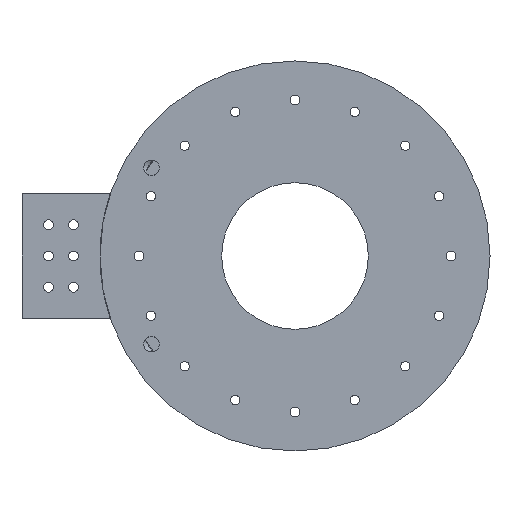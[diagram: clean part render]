
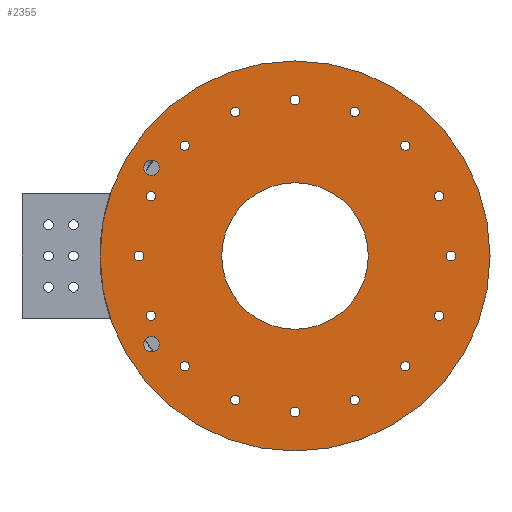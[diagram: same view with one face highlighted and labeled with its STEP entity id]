
A CAD part, front view. The second image highlights one B-rep face of the part: STEP entity #2355.
In plain terms, the highlighted planar face has unit normal (0, -1, 0).
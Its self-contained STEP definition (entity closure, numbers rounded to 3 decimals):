
#40=FACE_BOUND('',#369,.T.);
#41=FACE_BOUND('',#370,.T.);
#42=FACE_BOUND('',#371,.T.);
#43=FACE_BOUND('',#372,.T.);
#44=FACE_BOUND('',#373,.T.);
#45=FACE_BOUND('',#374,.T.);
#46=FACE_BOUND('',#375,.T.);
#47=FACE_BOUND('',#376,.T.);
#48=FACE_BOUND('',#377,.T.);
#49=FACE_BOUND('',#378,.T.);
#50=FACE_BOUND('',#379,.T.);
#51=FACE_BOUND('',#380,.T.);
#52=FACE_BOUND('',#381,.T.);
#53=FACE_BOUND('',#382,.T.);
#54=FACE_BOUND('',#383,.T.);
#55=FACE_BOUND('',#384,.T.);
#56=FACE_BOUND('',#385,.T.);
#57=FACE_BOUND('',#386,.T.);
#58=FACE_BOUND('',#387,.T.);
#111=PLANE('',#2654);
#206=FACE_OUTER_BOUND('',#368,.T.);
#368=EDGE_LOOP('',(#1853));
#369=EDGE_LOOP('',(#1854));
#370=EDGE_LOOP('',(#1855));
#371=EDGE_LOOP('',(#1856));
#372=EDGE_LOOP('',(#1857));
#373=EDGE_LOOP('',(#1858));
#374=EDGE_LOOP('',(#1859));
#375=EDGE_LOOP('',(#1860));
#376=EDGE_LOOP('',(#1861));
#377=EDGE_LOOP('',(#1862));
#378=EDGE_LOOP('',(#1863));
#379=EDGE_LOOP('',(#1864));
#380=EDGE_LOOP('',(#1865));
#381=EDGE_LOOP('',(#1866));
#382=EDGE_LOOP('',(#1867));
#383=EDGE_LOOP('',(#1868));
#384=EDGE_LOOP('',(#1869));
#385=EDGE_LOOP('',(#1870));
#386=EDGE_LOOP('',(#1871));
#387=EDGE_LOOP('',(#1872));
#876=CIRCLE('',#2655,62.5);
#877=CIRCLE('',#2656,2.5);
#878=CIRCLE('',#2657,2.5);
#879=CIRCLE('',#2658,1.5);
#880=CIRCLE('',#2659,1.5);
#881=CIRCLE('',#2660,1.5);
#882=CIRCLE('',#2661,1.5);
#883=CIRCLE('',#2662,1.5);
#884=CIRCLE('',#2663,23.5);
#885=CIRCLE('',#2664,1.5);
#886=CIRCLE('',#2665,1.5);
#887=CIRCLE('',#2666,1.5);
#888=CIRCLE('',#2667,1.5);
#889=CIRCLE('',#2668,1.5);
#890=CIRCLE('',#2669,1.5);
#891=CIRCLE('',#2670,1.5);
#892=CIRCLE('',#2671,1.5);
#893=CIRCLE('',#2672,1.5);
#894=CIRCLE('',#2673,1.5);
#895=CIRCLE('',#2674,1.5);
#1111=VERTEX_POINT('',#4107);
#1112=VERTEX_POINT('',#4109);
#1113=VERTEX_POINT('',#4111);
#1114=VERTEX_POINT('',#4113);
#1115=VERTEX_POINT('',#4115);
#1116=VERTEX_POINT('',#4117);
#1117=VERTEX_POINT('',#4119);
#1118=VERTEX_POINT('',#4121);
#1119=VERTEX_POINT('',#4123);
#1120=VERTEX_POINT('',#4125);
#1121=VERTEX_POINT('',#4127);
#1122=VERTEX_POINT('',#4129);
#1123=VERTEX_POINT('',#4131);
#1124=VERTEX_POINT('',#4133);
#1125=VERTEX_POINT('',#4135);
#1126=VERTEX_POINT('',#4137);
#1127=VERTEX_POINT('',#4139);
#1128=VERTEX_POINT('',#4141);
#1129=VERTEX_POINT('',#4143);
#1130=VERTEX_POINT('',#4145);
#1365=EDGE_CURVE('',#1111,#1111,#876,.T.);
#1366=EDGE_CURVE('',#1112,#1112,#877,.T.);
#1367=EDGE_CURVE('',#1113,#1113,#878,.T.);
#1368=EDGE_CURVE('',#1114,#1114,#879,.T.);
#1369=EDGE_CURVE('',#1115,#1115,#880,.T.);
#1370=EDGE_CURVE('',#1116,#1116,#881,.T.);
#1371=EDGE_CURVE('',#1117,#1117,#882,.T.);
#1372=EDGE_CURVE('',#1118,#1118,#883,.T.);
#1373=EDGE_CURVE('',#1119,#1119,#884,.T.);
#1374=EDGE_CURVE('',#1120,#1120,#885,.T.);
#1375=EDGE_CURVE('',#1121,#1121,#886,.T.);
#1376=EDGE_CURVE('',#1122,#1122,#887,.T.);
#1377=EDGE_CURVE('',#1123,#1123,#888,.T.);
#1378=EDGE_CURVE('',#1124,#1124,#889,.T.);
#1379=EDGE_CURVE('',#1125,#1125,#890,.T.);
#1380=EDGE_CURVE('',#1126,#1126,#891,.T.);
#1381=EDGE_CURVE('',#1127,#1127,#892,.T.);
#1382=EDGE_CURVE('',#1128,#1128,#893,.T.);
#1383=EDGE_CURVE('',#1129,#1129,#894,.T.);
#1384=EDGE_CURVE('',#1130,#1130,#895,.T.);
#1853=ORIENTED_EDGE('',*,*,#1365,.T.);
#1854=ORIENTED_EDGE('',*,*,#1366,.F.);
#1855=ORIENTED_EDGE('',*,*,#1367,.F.);
#1856=ORIENTED_EDGE('',*,*,#1368,.T.);
#1857=ORIENTED_EDGE('',*,*,#1369,.T.);
#1858=ORIENTED_EDGE('',*,*,#1370,.T.);
#1859=ORIENTED_EDGE('',*,*,#1371,.T.);
#1860=ORIENTED_EDGE('',*,*,#1372,.T.);
#1861=ORIENTED_EDGE('',*,*,#1373,.F.);
#1862=ORIENTED_EDGE('',*,*,#1374,.T.);
#1863=ORIENTED_EDGE('',*,*,#1375,.T.);
#1864=ORIENTED_EDGE('',*,*,#1376,.T.);
#1865=ORIENTED_EDGE('',*,*,#1377,.T.);
#1866=ORIENTED_EDGE('',*,*,#1378,.T.);
#1867=ORIENTED_EDGE('',*,*,#1379,.T.);
#1868=ORIENTED_EDGE('',*,*,#1380,.T.);
#1869=ORIENTED_EDGE('',*,*,#1381,.T.);
#1870=ORIENTED_EDGE('',*,*,#1382,.T.);
#1871=ORIENTED_EDGE('',*,*,#1383,.T.);
#1872=ORIENTED_EDGE('',*,*,#1384,.T.);
#2355=ADVANCED_FACE('',(#206,#40,#41,#42,#43,#44,#45,#46,#47,#48,#49,#50,
#51,#52,#53,#54,#55,#56,#57,#58),#111,.F.);
#2654=AXIS2_PLACEMENT_3D('',#4106,#3281,#3282);
#2655=AXIS2_PLACEMENT_3D('',#4108,#3283,#3284);
#2656=AXIS2_PLACEMENT_3D('',#4110,#3285,#3286);
#2657=AXIS2_PLACEMENT_3D('',#4112,#3287,#3288);
#2658=AXIS2_PLACEMENT_3D('',#4114,#3289,#3290);
#2659=AXIS2_PLACEMENT_3D('',#4116,#3291,#3292);
#2660=AXIS2_PLACEMENT_3D('',#4118,#3293,#3294);
#2661=AXIS2_PLACEMENT_3D('',#4120,#3295,#3296);
#2662=AXIS2_PLACEMENT_3D('',#4122,#3297,#3298);
#2663=AXIS2_PLACEMENT_3D('',#4124,#3299,#3300);
#2664=AXIS2_PLACEMENT_3D('',#4126,#3301,#3302);
#2665=AXIS2_PLACEMENT_3D('',#4128,#3303,#3304);
#2666=AXIS2_PLACEMENT_3D('',#4130,#3305,#3306);
#2667=AXIS2_PLACEMENT_3D('',#4132,#3307,#3308);
#2668=AXIS2_PLACEMENT_3D('',#4134,#3309,#3310);
#2669=AXIS2_PLACEMENT_3D('',#4136,#3311,#3312);
#2670=AXIS2_PLACEMENT_3D('',#4138,#3313,#3314);
#2671=AXIS2_PLACEMENT_3D('',#4140,#3315,#3316);
#2672=AXIS2_PLACEMENT_3D('',#4142,#3317,#3318);
#2673=AXIS2_PLACEMENT_3D('',#4144,#3319,#3320);
#2674=AXIS2_PLACEMENT_3D('',#4146,#3321,#3322);
#3281=DIRECTION('center_axis',(0.,1.,0.));
#3282=DIRECTION('ref_axis',(0.,0.,1.));
#3283=DIRECTION('center_axis',(0.,-1.,0.));
#3284=DIRECTION('ref_axis',(1.,0.,0.));
#3285=DIRECTION('center_axis',(0.,-1.,0.));
#3286=DIRECTION('ref_axis',(1.,0.,0.));
#3287=DIRECTION('center_axis',(0.,-1.,0.));
#3288=DIRECTION('ref_axis',(1.,0.,0.));
#3289=DIRECTION('center_axis',(0.,1.,0.));
#3290=DIRECTION('ref_axis',(0.924,0.,0.383));
#3291=DIRECTION('center_axis',(0.,1.,0.));
#3292=DIRECTION('ref_axis',(0.924,0.,-0.383));
#3293=DIRECTION('center_axis',(0.,1.,0.));
#3294=DIRECTION('ref_axis',(1.,0.,0.));
#3295=DIRECTION('center_axis',(0.,1.,0.));
#3296=DIRECTION('ref_axis',(0.707,0.,-0.707));
#3297=DIRECTION('center_axis',(0.,1.,0.));
#3298=DIRECTION('ref_axis',(0.707,0.,0.707));
#3299=DIRECTION('center_axis',(0.,-1.,0.));
#3300=DIRECTION('ref_axis',(1.,0.,0.));
#3301=DIRECTION('center_axis',(0.,1.,0.));
#3302=DIRECTION('ref_axis',(0.383,0.,-0.924));
#3303=DIRECTION('center_axis',(0.,1.,0.));
#3304=DIRECTION('ref_axis',(0.,0.,-1.));
#3305=DIRECTION('center_axis',(0.,1.,0.));
#3306=DIRECTION('ref_axis',(-0.383,0.,-0.924));
#3307=DIRECTION('center_axis',(0.,1.,0.));
#3308=DIRECTION('ref_axis',(-0.707,0.,-0.707));
#3309=DIRECTION('center_axis',(0.,1.,0.));
#3310=DIRECTION('ref_axis',(-0.924,0.,-0.383));
#3311=DIRECTION('center_axis',(0.,1.,0.));
#3312=DIRECTION('ref_axis',(-1.,0.,0.));
#3313=DIRECTION('center_axis',(0.,1.,0.));
#3314=DIRECTION('ref_axis',(-0.924,0.,0.383));
#3315=DIRECTION('center_axis',(0.,1.,0.));
#3316=DIRECTION('ref_axis',(-0.707,0.,0.707));
#3317=DIRECTION('center_axis',(0.,1.,0.));
#3318=DIRECTION('ref_axis',(-0.383,0.,0.924));
#3319=DIRECTION('center_axis',(0.,1.,0.));
#3320=DIRECTION('ref_axis',(0.,0.,1.));
#3321=DIRECTION('center_axis',(0.,1.,0.));
#3322=DIRECTION('ref_axis',(0.383,0.,0.924));
#4106=CARTESIAN_POINT('Origin',(0.,0.,0.));
#4107=CARTESIAN_POINT('',(-62.5,0.,0.));
#4108=CARTESIAN_POINT('Origin',(0.,0.,0.));
#4109=CARTESIAN_POINT('',(-48.5,0.,-28.25));
#4110=CARTESIAN_POINT('Origin',(-46.,0.,-28.25));
#4111=CARTESIAN_POINT('',(-48.5,0.,28.25));
#4112=CARTESIAN_POINT('Origin',(-46.,0.,28.25));
#4113=CARTESIAN_POINT('',(-47.58,0.,-19.708));
#4114=CARTESIAN_POINT('Origin',(-46.194,0.,-19.134));
#4115=CARTESIAN_POINT('',(-47.58,0.,19.708));
#4116=CARTESIAN_POINT('Origin',(-46.194,0.,19.134));
#4117=CARTESIAN_POINT('',(-51.5,0.,0.));
#4118=CARTESIAN_POINT('Origin',(-50.,0.,0.));
#4119=CARTESIAN_POINT('',(-36.416,0.,36.416));
#4120=CARTESIAN_POINT('Origin',(-35.355,0.,35.355));
#4121=CARTESIAN_POINT('',(-36.416,0.,-36.416));
#4122=CARTESIAN_POINT('Origin',(-35.355,0.,-35.355));
#4123=CARTESIAN_POINT('',(-23.5,0.,0.));
#4124=CARTESIAN_POINT('Origin',(0.,0.,0.));
#4125=CARTESIAN_POINT('',(-19.708,0.,47.58));
#4126=CARTESIAN_POINT('Origin',(-19.134,0.,46.194));
#4127=CARTESIAN_POINT('',(0.,0.,51.5));
#4128=CARTESIAN_POINT('Origin',(0.,0.,50.));
#4129=CARTESIAN_POINT('',(19.708,0.,47.58));
#4130=CARTESIAN_POINT('Origin',(19.134,0.,46.194));
#4131=CARTESIAN_POINT('',(36.416,0.,36.416));
#4132=CARTESIAN_POINT('Origin',(35.355,0.,35.355));
#4133=CARTESIAN_POINT('',(47.58,0.,19.708));
#4134=CARTESIAN_POINT('Origin',(46.194,0.,19.134));
#4135=CARTESIAN_POINT('',(51.5,0.,0.));
#4136=CARTESIAN_POINT('Origin',(50.,0.,0.));
#4137=CARTESIAN_POINT('',(47.58,0.,-19.708));
#4138=CARTESIAN_POINT('Origin',(46.194,0.,-19.134));
#4139=CARTESIAN_POINT('',(36.416,0.,-36.416));
#4140=CARTESIAN_POINT('Origin',(35.355,0.,-35.355));
#4141=CARTESIAN_POINT('',(19.708,0.,-47.58));
#4142=CARTESIAN_POINT('Origin',(19.134,0.,-46.194));
#4143=CARTESIAN_POINT('',(0.,0.,-51.5));
#4144=CARTESIAN_POINT('Origin',(0.,0.,-50.));
#4145=CARTESIAN_POINT('',(-19.708,0.,-47.58));
#4146=CARTESIAN_POINT('Origin',(-19.134,0.,-46.194));
